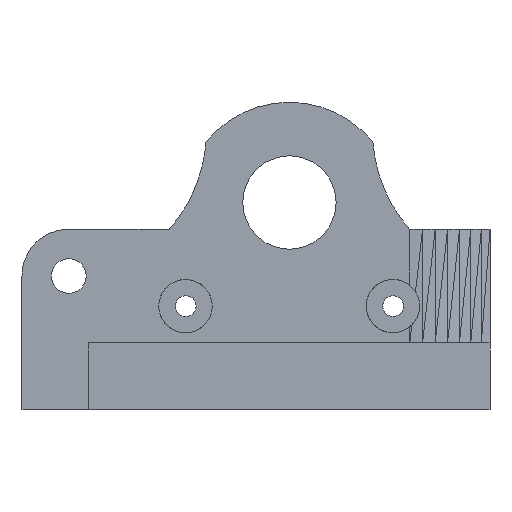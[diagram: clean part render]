
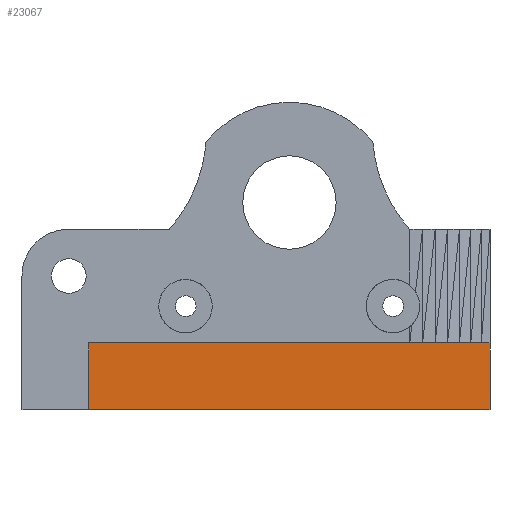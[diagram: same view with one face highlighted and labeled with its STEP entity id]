
A CAD part, front view. The second image highlights one B-rep face of the part: STEP entity #23067.
In plain terms, the highlighted planar face has unit normal (0, -1, 0).
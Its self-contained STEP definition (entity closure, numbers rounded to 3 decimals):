
#355=FACE_OUTER_BOUND('',#2230,.T.);
#2230=EDGE_LOOP('',(#15303,#15304,#15305,#15306));
#4189=LINE('',#34914,#7214);
#4193=LINE('',#34922,#7218);
#4194=LINE('',#34924,#7219);
#4195=LINE('',#34925,#7220);
#7214=VECTOR('',#27766,10.);
#7218=VECTOR('',#27772,10.);
#7219=VECTOR('',#27773,10.);
#7220=VECTOR('',#27774,10.);
#10328=VERTEX_POINT('',#34912);
#10329=VERTEX_POINT('',#34913);
#10332=VERTEX_POINT('',#34921);
#10333=VERTEX_POINT('',#34923);
#11787=EDGE_CURVE('',#10328,#10329,#4189,.T.);
#11791=EDGE_CURVE('',#10329,#10332,#4193,.T.);
#11792=EDGE_CURVE('',#10332,#10333,#4194,.T.);
#11793=EDGE_CURVE('',#10328,#10333,#4195,.T.);
#15303=ORIENTED_EDGE('',*,*,#11787,.T.);
#15304=ORIENTED_EDGE('',*,*,#11791,.T.);
#15305=ORIENTED_EDGE('',*,*,#11792,.T.);
#15306=ORIENTED_EDGE('',*,*,#11793,.F.);
#21194=PLANE('',#25161);
#23067=ADVANCED_FACE('',(#355),#21194,.T.);
#25161=AXIS2_PLACEMENT_3D('',#34920,#27770,#27771);
#27766=DIRECTION('',(0.,0.,-1.));
#27770=DIRECTION('center_axis',(0.,-1.,0.));
#27771=DIRECTION('ref_axis',(0.,0.,-1.));
#27772=DIRECTION('',(1.,0.,0.));
#27773=DIRECTION('',(0.,0.,1.));
#27774=DIRECTION('',(1.,0.,0.));
#34912=CARTESIAN_POINT('',(-23.819,-36.083,-12.094));
#34913=CARTESIAN_POINT('',(-23.819,-36.083,-22.094));
#34914=CARTESIAN_POINT('',(-23.819,-36.083,-17.094));
#34920=CARTESIAN_POINT('Origin',(36.181,-36.083,-22.094));
#34921=CARTESIAN_POINT('',(36.181,-36.083,-22.094));
#34922=CARTESIAN_POINT('',(-23.819,-36.083,-22.094));
#34923=CARTESIAN_POINT('',(36.181,-36.083,-12.094));
#34924=CARTESIAN_POINT('',(36.181,-36.083,-22.094));
#34925=CARTESIAN_POINT('',(-23.819,-36.083,-12.094));
